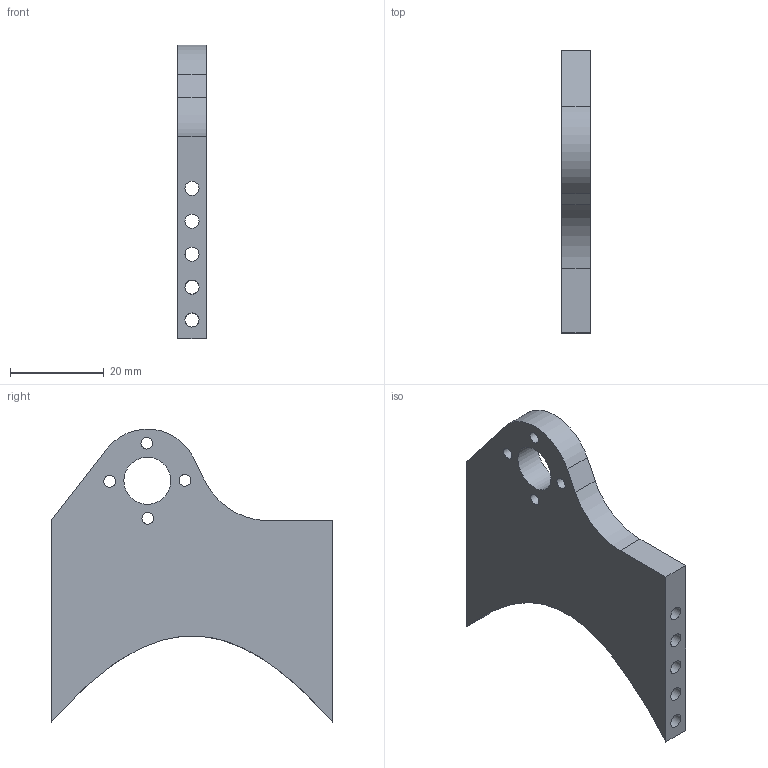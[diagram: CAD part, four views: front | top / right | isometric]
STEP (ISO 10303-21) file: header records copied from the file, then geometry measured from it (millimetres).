
FILE_DESCRIPTION(/* description */ (''),/* implementation_level */ '2;1');
FILE_NAME(/* name */ 'Spindle Side 1.step',/* time_stamp */ '2024-08-26T00:01:23+01:00',/* author */ (''),/* organization */ (''),/* preprocessor_version */ 'ST-DEVELOPER v20',/* originating_system */ 'Autodesk Translation Framework v13.14.0.145',/* authorisation */ '');
FILE_SCHEMA (('AUTOMOTIVE_DESIGN { 1 0 10303 214 3 1 1 }'));
Length unit declared in the file: millimetre
Products named in the file (1): SidePiece
Bounding box: 6 x 60 x 62.48 mm (x, y, z)
Volume: 11978.6 mm3; surface area: 7992.8 mm2
Topology: 1 solids, 1 shells, 22 faces, 68 edges, 47 vertices
Faces by surface type: cylinder 14, plane 7, bspline 1
Full cylindrical faces by diameter (mm): 2.5 x4, 3 x7, 10 x1
Entity records: 1221 total; most frequent: CARTESIAN_POINT 530, ORIENTED_EDGE 136, DIRECTION 123, EDGE_CURVE 68, EDGE_LOOP 47, VERTEX_POINT 47, AXIS2_PLACEMENT_3D 46, LINE 31
